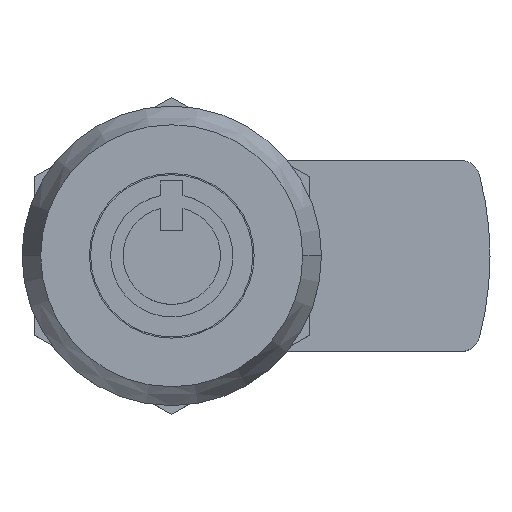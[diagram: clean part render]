
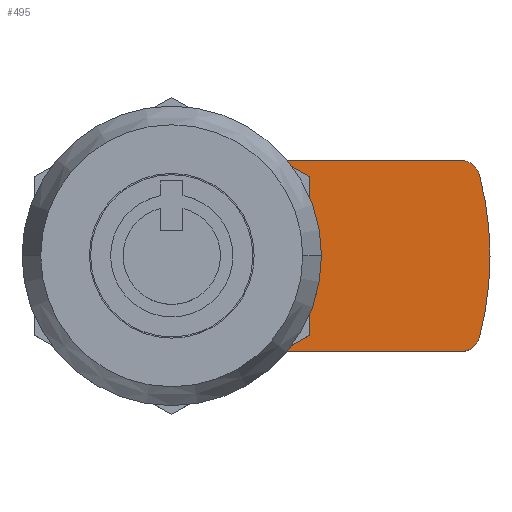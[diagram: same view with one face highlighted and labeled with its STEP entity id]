
A CAD part, top view. The second image highlights one B-rep face of the part: STEP entity #495.
In plain terms, the highlighted planar face has unit normal (0, 0, 1).
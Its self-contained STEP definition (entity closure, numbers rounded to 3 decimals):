
#434 = EDGE_CURVE ( 'NONE', #437, #1752, #1990, .T. ) ;
#436 = EDGE_CURVE ( 'NONE', #1693, #437, #1986, .T. ) ;
#437 = VERTEX_POINT ( 'NONE', #1981 ) ;
#450 = EDGE_CURVE ( 'NONE', #1679, #471, #1967, .T. ) ;
#462 = VERTEX_POINT ( 'NONE', #2009 ) ;
#465 = EDGE_CURVE ( 'NONE', #462, #1696, #2004, .T. ) ;
#471 = VERTEX_POINT ( 'NONE', #2055 ) ;
#476 = EDGE_CURVE ( 'NONE', #471, #462, #2044, .T. ) ;
#495 = ADVANCED_FACE ( 'NONE', ( #2033, #2093 ), #2092, .T. ) ;
#496 = ORIENTED_EDGE ( 'NONE', *, *, #497, .F. ) ;
#497 = EDGE_CURVE ( 'NONE', #498, #499, #2087, .T. ) ;
#498 = VERTEX_POINT ( 'NONE', #2082 ) ;
#499 = VERTEX_POINT ( 'NONE', #2081 ) ;
#500 = ORIENTED_EDGE ( 'NONE', *, *, #501, .F. ) ;
#501 = EDGE_CURVE ( 'NONE', #502, #498, #2080, .T. ) ;
#502 = VERTEX_POINT ( 'NONE', #2076 ) ;
#503 = ORIENTED_EDGE ( 'NONE', *, *, #4932, .F. ) ;
#504 = EDGE_LOOP ( 'NONE', ( #496, #500, #503, #4927 ) ) ;
#610 = ORIENTED_EDGE ( 'NONE', *, *, #1695, .T. ) ;
#612 = ORIENTED_EDGE ( 'NONE', *, *, #436, .T. ) ;
#614 = ORIENTED_EDGE ( 'NONE', *, *, #1763, .T. ) ;
#615 = ORIENTED_EDGE ( 'NONE', *, *, #465, .T. ) ;
#616 = ORIENTED_EDGE ( 'NONE', *, *, #1768, .T. ) ;
#621 = ORIENTED_EDGE ( 'NONE', *, *, #476, .T. ) ;
#622 = ORIENTED_EDGE ( 'NONE', *, *, #1628, .T. ) ;
#627 = ORIENTED_EDGE ( 'NONE', *, *, #434, .T. ) ;
#628 = ORIENTED_EDGE ( 'NONE', *, *, #1746, .T. ) ;
#629 = ORIENTED_EDGE ( 'NONE', *, *, #1771, .T. ) ;
#1626 = VERTEX_POINT ( 'NONE', #3974 ) ;
#1628 = EDGE_CURVE ( 'NONE', #1629, #1626, #3973, .T. ) ;
#1629 = VERTEX_POINT ( 'NONE', #3968 ) ;
#1635 = EDGE_CURVE ( 'NONE', #1636, #1682, #4019, .T. ) ;
#1636 = VERTEX_POINT ( 'NONE', #4015 ) ;
#1679 = VERTEX_POINT ( 'NONE', #4079 ) ;
#1681 = EDGE_CURVE ( 'NONE', #1682, #1679, #4078, .T. ) ;
#1682 = VERTEX_POINT ( 'NONE', #4073 ) ;
#1693 = VERTEX_POINT ( 'NONE', #4116 ) ;
#1695 = EDGE_CURVE ( 'NONE', #1696, #1693, #4115, .T. ) ;
#1696 = VERTEX_POINT ( 'NONE', #4110 ) ;
#1746 = EDGE_CURVE ( 'NONE', #1752, #1758, #4153, .T. ) ;
#1752 = VERTEX_POINT ( 'NONE', #4204 ) ;
#1756 = VERTEX_POINT ( 'NONE', #4197 ) ;
#1758 = VERTEX_POINT ( 'NONE', #4192 ) ;
#1763 = EDGE_CURVE ( 'NONE', #1626, #1756, #4186, .T. ) ;
#1768 = EDGE_CURVE ( 'NONE', #1756, #1636, #4238, .T. ) ;
#1771 = EDGE_CURVE ( 'NONE', #1758, #1629, #4234, .T. ) ;
#1966 = AXIS2_PLACEMENT_3D ( 'NONE', #2028, #2027, #2026 ) ;
#1967 = CIRCLE ( 'NONE', #1966, 25.5 ) ;
#1981 = CARTESIAN_POINT ( 'NONE',  ( 7.006, 5.5, 0. ) ) ;
#1982 = DIRECTION ( 'NONE',  ( 1., 0., 0. ) ) ;
#1983 = DIRECTION ( 'NONE',  ( 0., 0., -1. ) ) ;
#1984 = CARTESIAN_POINT ( 'NONE',  ( 7.006, 7.5, 0. ) ) ;
#1985 = AXIS2_PLACEMENT_3D ( 'NONE', #1984, #1983, #1982 ) ;
#1986 = CIRCLE ( 'NONE', #1985, 2. ) ;
#1987 = DIRECTION ( 'NONE',  ( -1., 0., 0. ) ) ;
#1988 = VECTOR ( 'NONE', #1987, 1000. ) ;
#1989 = CARTESIAN_POINT ( 'NONE',  ( 3.464, 5.5, 0. ) ) ;
#1990 = LINE ( 'NONE', #1989, #1988 ) ;
#2001 = DIRECTION ( 'NONE',  ( -1., 0., 0. ) ) ;
#2002 = VECTOR ( 'NONE', #2001, 1000. ) ;
#2003 = CARTESIAN_POINT ( 'NONE',  ( 9., 7.65, 0. ) ) ;
#2004 = LINE ( 'NONE', #2003, #2002 ) ;
#2009 = CARTESIAN_POINT ( 'NONE',  ( 23.199, 7.65, 0. ) ) ;
#2026 = DIRECTION ( 'NONE',  ( 1., 0., 0. ) ) ;
#2027 = DIRECTION ( 'NONE',  ( 0., 0., 1. ) ) ;
#2028 = CARTESIAN_POINT ( 'NONE',  ( 0., 0., 0. ) ) ;
#2033 = FACE_BOUND ( 'NONE', #504, .T. ) ;
#2040 = DIRECTION ( 'NONE',  ( -1., 0., 0. ) ) ;
#2041 = DIRECTION ( 'NONE',  ( 0., 0., 1. ) ) ;
#2042 = CARTESIAN_POINT ( 'NONE',  ( 23.199, 6.15, 0. ) ) ;
#2043 = AXIS2_PLACEMENT_3D ( 'NONE', #2042, #2041, #2040 ) ;
#2044 = CIRCLE ( 'NONE', #2043, 1.5 ) ;
#2055 = CARTESIAN_POINT ( 'NONE',  ( 24.649, 6.534, 0. ) ) ;
#2076 = CARTESIAN_POINT ( 'NONE',  ( 2.7, -3.662, 0. ) ) ;
#2077 = DIRECTION ( 'NONE',  ( 0., 1., 0. ) ) ;
#2078 = VECTOR ( 'NONE', #2077, 1000. ) ;
#2079 = CARTESIAN_POINT ( 'NONE',  ( 2.7, -3.662, 0. ) ) ;
#2080 = LINE ( 'NONE', #2079, #2078 ) ;
#2081 = CARTESIAN_POINT ( 'NONE',  ( -2.7, 3.662, 0. ) ) ;
#2082 = CARTESIAN_POINT ( 'NONE',  ( 2.7, 3.662, 0. ) ) ;
#2083 = DIRECTION ( 'NONE',  ( 1., 0., 0. ) ) ;
#2084 = DIRECTION ( 'NONE',  ( 0., 0., 1. ) ) ;
#2085 = CARTESIAN_POINT ( 'NONE',  ( 0., 0., 0. ) ) ;
#2086 = AXIS2_PLACEMENT_3D ( 'NONE', #2085, #2084, #2083 ) ;
#2087 = CIRCLE ( 'NONE', #2086, 4.55 ) ;
#2088 = DIRECTION ( 'NONE',  ( 1., 0., 0. ) ) ;
#2089 = DIRECTION ( 'NONE',  ( 0., 0., 1. ) ) ;
#2090 = CARTESIAN_POINT ( 'NONE',  ( 23.199, -6.15, 0. ) ) ;
#2091 = AXIS2_PLACEMENT_3D ( 'NONE', #2090, #2089, #2088 ) ;
#2092 = PLANE ( 'NONE',  #2091 ) ;
#2093 = FACE_OUTER_BOUND ( 'NONE', #4931, .T. ) ;
#3968 = CARTESIAN_POINT ( 'NONE',  ( 7.006, -5.5, 0. ) ) ;
#3969 = DIRECTION ( 'NONE',  ( -1., 0., 0. ) ) ;
#3970 = DIRECTION ( 'NONE',  ( 0., 0., -1. ) ) ;
#3971 = CARTESIAN_POINT ( 'NONE',  ( 7.006, -7.5, 0. ) ) ;
#3972 = AXIS2_PLACEMENT_3D ( 'NONE', #3971, #3970, #3969 ) ;
#3973 = CIRCLE ( 'NONE', #3972, 2. ) ;
#3974 = CARTESIAN_POINT ( 'NONE',  ( 9.006, -7.5, 0. ) ) ;
#4015 = CARTESIAN_POINT ( 'NONE',  ( 23.199, -7.65, 0. ) ) ;
#4016 = DIRECTION ( 'NONE',  ( 1., 0., 0. ) ) ;
#4017 = DIRECTION ( 'NONE',  ( 0., 0., 1. ) ) ;
#4018 = AXIS2_PLACEMENT_3D ( 'NONE', #4024, #4017, #4016 ) ;
#4019 = CIRCLE ( 'NONE', #4018, 1.5 ) ;
#4024 = CARTESIAN_POINT ( 'NONE',  ( 23.199, -6.15, 0. ) ) ;
#4073 = CARTESIAN_POINT ( 'NONE',  ( 24.649, -6.534, 0. ) ) ;
#4074 = DIRECTION ( 'NONE',  ( 1., 0., 0. ) ) ;
#4075 = DIRECTION ( 'NONE',  ( 0., 0., 1. ) ) ;
#4076 = CARTESIAN_POINT ( 'NONE',  ( 0., 0., 0. ) ) ;
#4077 = AXIS2_PLACEMENT_3D ( 'NONE', #4076, #4075, #4074 ) ;
#4078 = CIRCLE ( 'NONE', #4077, 25.5 ) ;
#4079 = CARTESIAN_POINT ( 'NONE',  ( 25.5, 0., 0. ) ) ;
#4110 = CARTESIAN_POINT ( 'NONE',  ( 9., 7.65, 0. ) ) ;
#4111 = DIRECTION ( 'NONE',  ( 1., 0., 0. ) ) ;
#4112 = DIRECTION ( 'NONE',  ( 0., 0., -1. ) ) ;
#4113 = CARTESIAN_POINT ( 'NONE',  ( 7.006, 7.5, 0. ) ) ;
#4114 = AXIS2_PLACEMENT_3D ( 'NONE', #4113, #4112, #4111 ) ;
#4115 = CIRCLE ( 'NONE', #4114, 2. ) ;
#4116 = CARTESIAN_POINT ( 'NONE',  ( 9.006, 7.5, 0. ) ) ;
#4153 = CIRCLE ( 'NONE', #4216, 6.5 ) ;
#4186 = CIRCLE ( 'NONE', #4249, 2. ) ;
#4192 = CARTESIAN_POINT ( 'NONE',  ( 3.464, -5.5, 0. ) ) ;
#4197 = CARTESIAN_POINT ( 'NONE',  ( 9., -7.65, 0. ) ) ;
#4204 = CARTESIAN_POINT ( 'NONE',  ( 3.464, 5.5, 0. ) ) ;
#4213 = DIRECTION ( 'NONE',  ( 1., 0., 0. ) ) ;
#4214 = DIRECTION ( 'NONE',  ( 0., 0., 1. ) ) ;
#4215 = CARTESIAN_POINT ( 'NONE',  ( 0., 0., 0. ) ) ;
#4216 = AXIS2_PLACEMENT_3D ( 'NONE', #4215, #4214, #4213 ) ;
#4231 = DIRECTION ( 'NONE',  ( 1., 0., 0. ) ) ;
#4232 = VECTOR ( 'NONE', #4231, 1000. ) ;
#4233 = CARTESIAN_POINT ( 'NONE',  ( 3.464, -5.5, 0. ) ) ;
#4234 = LINE ( 'NONE', #4233, #4232 ) ;
#4235 = DIRECTION ( 'NONE',  ( 1., 0., 0. ) ) ;
#4236 = VECTOR ( 'NONE', #4235, 1000. ) ;
#4237 = CARTESIAN_POINT ( 'NONE',  ( 9., -7.65, 0. ) ) ;
#4238 = LINE ( 'NONE', #4237, #4236 ) ;
#4246 = DIRECTION ( 'NONE',  ( -1., 0., 0. ) ) ;
#4247 = DIRECTION ( 'NONE',  ( 0., 0., -1. ) ) ;
#4248 = CARTESIAN_POINT ( 'NONE',  ( 7.006, -7.5, 0. ) ) ;
#4249 = AXIS2_PLACEMENT_3D ( 'NONE', #4248, #4247, #4246 ) ;
#4271 = DIRECTION ( 'NONE',  ( 0., -1., 0. ) ) ;
#4272 = VECTOR ( 'NONE', #4271, 1000. ) ;
#4273 = CARTESIAN_POINT ( 'NONE',  ( -2.7, 3.662, 0. ) ) ;
#4274 = LINE ( 'NONE', #4273, #4272 ) ;
#4275 = CARTESIAN_POINT ( 'NONE',  ( -2.7, -3.662, 0. ) ) ;
#4276 = DIRECTION ( 'NONE',  ( 1., 0., 0. ) ) ;
#4277 = DIRECTION ( 'NONE',  ( 0., 0., 1. ) ) ;
#4278 = CARTESIAN_POINT ( 'NONE',  ( 0., 0., 0. ) ) ;
#4279 = AXIS2_PLACEMENT_3D ( 'NONE', #4278, #4277, #4276 ) ;
#4280 = CIRCLE ( 'NONE', #4279, 4.55 ) ;
#4926 = ORIENTED_EDGE ( 'NONE', *, *, #1681, .T. ) ;
#4927 = ORIENTED_EDGE ( 'NONE', *, *, #4936, .F. ) ;
#4930 = ORIENTED_EDGE ( 'NONE', *, *, #1635, .T. ) ;
#4931 = EDGE_LOOP ( 'NONE', ( #4930, #4926, #4934, #621, #615, #610, #612, #627, #628, #629, #622, #614, #616 ) ) ;
#4932 = EDGE_CURVE ( 'NONE', #4935, #502, #4280, .T. ) ;
#4934 = ORIENTED_EDGE ( 'NONE', *, *, #450, .T. ) ;
#4935 = VERTEX_POINT ( 'NONE', #4275 ) ;
#4936 = EDGE_CURVE ( 'NONE', #499, #4935, #4274, .T. ) ;
